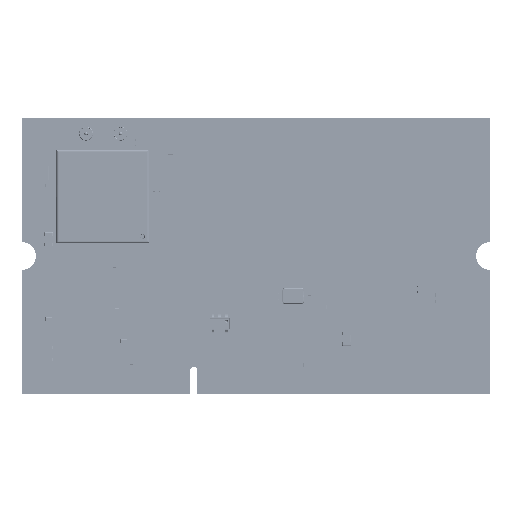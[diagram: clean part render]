
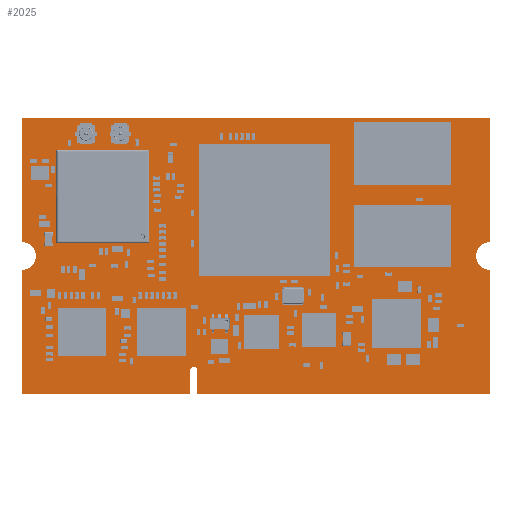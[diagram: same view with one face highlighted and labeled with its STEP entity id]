
A CAD part, top view. The second image highlights one B-rep face of the part: STEP entity #2025.
In plain terms, the highlighted planar face has unit normal (0, 0, 1).
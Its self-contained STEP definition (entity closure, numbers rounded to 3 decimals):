
#1600 = VERTEX_POINT('',#1601);
#1601 = CARTESIAN_POINT('',(0.,0.,1.129));
#1607 = EDGE_CURVE('',#1600,#1608,#1610,.T.);
#1608 = VERTEX_POINT('',#1609);
#1609 = CARTESIAN_POINT('',(0.,18.,1.129));
#1610 = LINE('',#1611,#1612);
#1611 = CARTESIAN_POINT('',(0.,0.,1.129));
#1612 = VECTOR('',#1613,1.);
#1613 = DIRECTION('',(0.,1.,0.));
#1638 = EDGE_CURVE('',#1608,#1639,#1641,.T.);
#1639 = VERTEX_POINT('',#1640);
#1640 = CARTESIAN_POINT('',(0.,22.,1.129));
#1641 = CIRCLE('',#1642,2.);
#1642 = AXIS2_PLACEMENT_3D('',#1643,#1644,#1645);
#1643 = CARTESIAN_POINT('',(0.,20.,1.129));
#1644 = DIRECTION('',(0.,0.,1.));
#1645 = DIRECTION('',(0.,-1.,0.));
#1671 = EDGE_CURVE('',#1639,#1672,#1674,.T.);
#1672 = VERTEX_POINT('',#1673);
#1673 = CARTESIAN_POINT('',(0.,39.98,
    1.129));
#1674 = LINE('',#1675,#1676);
#1675 = CARTESIAN_POINT('',(0.,22.,1.129));
#1676 = VECTOR('',#1677,1.);
#1677 = DIRECTION('',(0.,1.,0.));
#1702 = EDGE_CURVE('',#1672,#1703,#1705,.T.);
#1703 = VERTEX_POINT('',#1704);
#1704 = CARTESIAN_POINT('',(0.02,40.,1.129));
#1705 = CIRCLE('',#1706,0.021);
#1706 = AXIS2_PLACEMENT_3D('',#1707,#1708,#1709);
#1707 = CARTESIAN_POINT('',(0.021,39.979,
    1.129));
#1708 = DIRECTION('',(0.,0.,-1.));
#1709 = DIRECTION('',(-1.,0.024,0.));
#1735 = EDGE_CURVE('',#1703,#1736,#1738,.T.);
#1736 = VERTEX_POINT('',#1737);
#1737 = CARTESIAN_POINT('',(67.6,40.,1.129));
#1738 = LINE('',#1739,#1740);
#1739 = CARTESIAN_POINT('',(0.02,40.,1.129));
#1740 = VECTOR('',#1741,1.);
#1741 = DIRECTION('',(1.,0.,0.));
#1766 = EDGE_CURVE('',#1736,#1767,#1769,.T.);
#1767 = VERTEX_POINT('',#1768);
#1768 = CARTESIAN_POINT('',(67.6,22.,1.129));
#1769 = LINE('',#1770,#1771);
#1770 = CARTESIAN_POINT('',(67.6,40.,1.129));
#1771 = VECTOR('',#1772,1.);
#1772 = DIRECTION('',(0.,-1.,0.));
#1797 = EDGE_CURVE('',#1767,#1798,#1800,.T.);
#1798 = VERTEX_POINT('',#1799);
#1799 = CARTESIAN_POINT('',(67.6,18.,1.129));
#1800 = CIRCLE('',#1801,2.);
#1801 = AXIS2_PLACEMENT_3D('',#1802,#1803,#1804);
#1802 = CARTESIAN_POINT('',(67.6,20.,1.129));
#1803 = DIRECTION('',(0.,0.,1.));
#1804 = DIRECTION('',(0.,1.,0.));
#1830 = EDGE_CURVE('',#1798,#1831,#1833,.T.);
#1831 = VERTEX_POINT('',#1832);
#1832 = CARTESIAN_POINT('',(67.6,0.,1.129));
#1833 = LINE('',#1834,#1835);
#1834 = CARTESIAN_POINT('',(67.6,18.,1.129));
#1835 = VECTOR('',#1836,1.);
#1836 = DIRECTION('',(0.,-1.,0.));
#1861 = EDGE_CURVE('',#1831,#1862,#1864,.T.);
#1862 = VERTEX_POINT('',#1863);
#1863 = CARTESIAN_POINT('',(25.3,0.,1.129));
#1864 = LINE('',#1865,#1866);
#1865 = CARTESIAN_POINT('',(67.6,0.,1.129));
#1866 = VECTOR('',#1867,1.);
#1867 = DIRECTION('',(-1.,0.,0.));
#1892 = EDGE_CURVE('',#1862,#1893,#1895,.T.);
#1893 = VERTEX_POINT('',#1894);
#1894 = CARTESIAN_POINT('',(25.3,3.5,1.129));
#1895 = LINE('',#1896,#1897);
#1896 = CARTESIAN_POINT('',(25.3,0.,1.129));
#1897 = VECTOR('',#1898,1.);
#1898 = DIRECTION('',(0.,1.,0.));
#1923 = EDGE_CURVE('',#1893,#1924,#1926,.T.);
#1924 = VERTEX_POINT('',#1925);
#1925 = CARTESIAN_POINT('',(24.3,3.5,1.129));
#1926 = CIRCLE('',#1927,0.5);
#1927 = AXIS2_PLACEMENT_3D('',#1928,#1929,#1930);
#1928 = CARTESIAN_POINT('',(24.8,3.5,1.129));
#1929 = DIRECTION('',(0.,0.,1.));
#1930 = DIRECTION('',(1.,0.,0.));
#1956 = EDGE_CURVE('',#1924,#1957,#1959,.T.);
#1957 = VERTEX_POINT('',#1958);
#1958 = CARTESIAN_POINT('',(24.3,0.,1.129));
#1959 = LINE('',#1960,#1961);
#1960 = CARTESIAN_POINT('',(24.3,3.5,1.129));
#1961 = VECTOR('',#1962,1.);
#1962 = DIRECTION('',(0.,-1.,0.));
#1987 = EDGE_CURVE('',#1957,#1600,#1988,.T.);
#1988 = LINE('',#1989,#1990);
#1989 = CARTESIAN_POINT('',(24.3,0.,1.129));
#1990 = VECTOR('',#1991,1.);
#1991 = DIRECTION('',(-1.,0.,0.));
#2025 = ADVANCED_FACE('',(#2026),#2041,.T.);
#2026 = FACE_BOUND('',#2027,.F.);
#2027 = EDGE_LOOP('',(#2028,#2029,#2030,#2031,#2032,#2033,#2034,#2035,
    #2036,#2037,#2038,#2039,#2040));
#2028 = ORIENTED_EDGE('',*,*,#1607,.T.);
#2029 = ORIENTED_EDGE('',*,*,#1638,.T.);
#2030 = ORIENTED_EDGE('',*,*,#1671,.T.);
#2031 = ORIENTED_EDGE('',*,*,#1702,.T.);
#2032 = ORIENTED_EDGE('',*,*,#1735,.T.);
#2033 = ORIENTED_EDGE('',*,*,#1766,.T.);
#2034 = ORIENTED_EDGE('',*,*,#1797,.T.);
#2035 = ORIENTED_EDGE('',*,*,#1830,.T.);
#2036 = ORIENTED_EDGE('',*,*,#1861,.T.);
#2037 = ORIENTED_EDGE('',*,*,#1892,.T.);
#2038 = ORIENTED_EDGE('',*,*,#1923,.T.);
#2039 = ORIENTED_EDGE('',*,*,#1956,.T.);
#2040 = ORIENTED_EDGE('',*,*,#1987,.T.);
#2041 = PLANE('',#2042);
#2042 = AXIS2_PLACEMENT_3D('',#2043,#2044,#2045);
#2043 = CARTESIAN_POINT('',(0.,0.,1.129));
#2044 = DIRECTION('',(0.,0.,1.));
#2045 = DIRECTION('',(1.,0.,0.));
